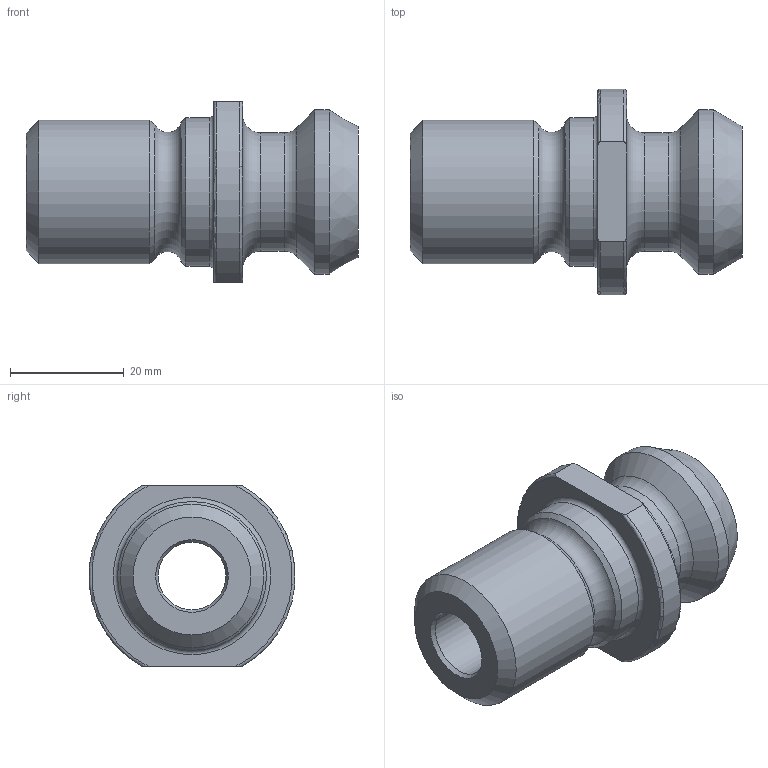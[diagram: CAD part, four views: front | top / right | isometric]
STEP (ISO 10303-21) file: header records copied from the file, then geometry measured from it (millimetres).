
FILE_DESCRIPTION(/* description */ ('RETENTION KNOB'),/* implementation_level */ '2;1');
FILE_NAME(/* name */ 'M50TRK.stp',/* time_stamp */ '2020-10-19T14:09:30-04:00',/* author */ ('dalloco'),/* organization */ (''),/* preprocessor_version */ 'ST-DEVELOPER v16.13',/* originating_system */ 'Autodesk Inventor 2018',/* authorisation */ '');
FILE_SCHEMA (('AUTOMOTIVE_DESIGN { 1 0 10303 214 3 1 1 }'));
Length unit declared in the file: inch
Products named in the file (1): M50TRK
Bounding box: 58.42 x 36.2 x 31.75 mm (x, y, z)
Volume: 23771.9 mm3; surface area: 8718.3 mm2
Topology: 1 solids, 1 shells, 31 faces, 64 edges, 38 vertices
Faces by surface type: torus 10, cylinder 8, plane 7, cone 6
Full cylindrical faces by diameter (mm): 11.887 x1, 16.027 x1, 20.828 x1, 25.273 x1, 26.187 x1, 28.956 x1
Entity records: 843 total; most frequent: CARTESIAN_POINT 204, DIRECTION 132, ORIENTED_EDGE 92, AXIS2_PLACEMENT_3D 62, EDGE_LOOP 54, EDGE_CURVE 46, VERTEX_POINT 38, FACE_OUTER_BOUND 31
